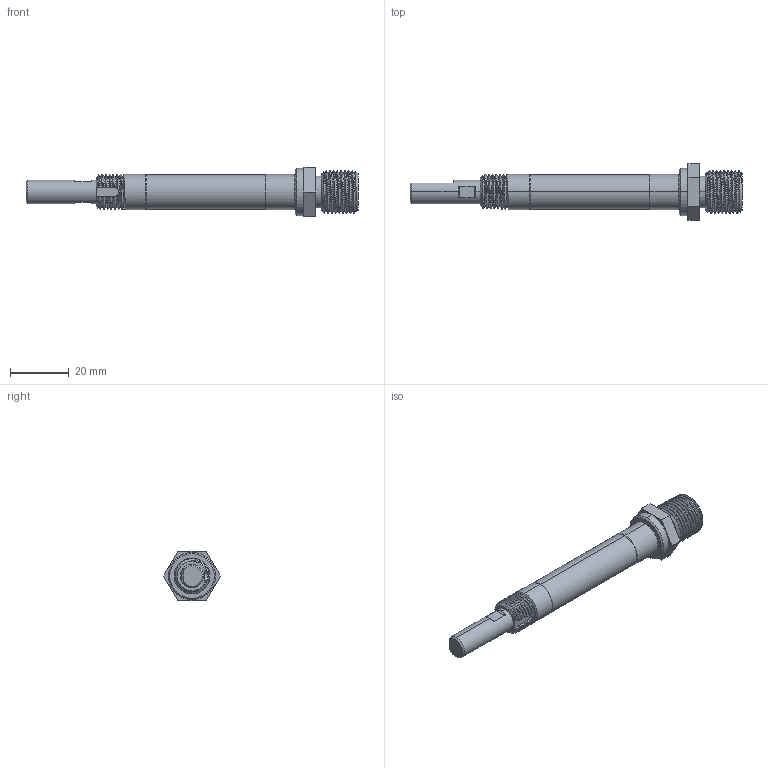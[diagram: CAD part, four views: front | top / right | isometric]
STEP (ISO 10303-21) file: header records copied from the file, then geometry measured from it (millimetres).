
FILE_DESCRIPTION (( 'STEP AP214' ), '1' );
FILE_NAME ('5-ArbreRoulementBrossage.STEP', '2022-08-15T18:50:50', ( '' ), ( '' ), 'SwSTEP 2.0', 'SolidWorks 2019', '' );
FILE_SCHEMA (( 'AUTOMOTIVE_DESIGN' ));
Length unit declared in the file: millimetre
Products named in the file (1): 5-ArbreRoulementBrossage
Bounding box: 113.5 x 19.4 x 16.8 mm (x, y, z)
Volume: 11684.2 mm3; surface area: 5436.1 mm2
Topology: 1 solids, 1 shells, 123 faces, 329 edges, 212 vertices
Faces by surface type: cylinder 57, bspline 23, plane 21, cone 16, torus 6
Entity records: 13052 total; most frequent: CARTESIAN_POINT 10388, ORIENTED_EDGE 654, DIRECTION 419, EDGE_CURVE 327, VERTEX_POINT 212, AXIS2_PLACEMENT_3D 154, EDGE_LOOP 129, ADVANCED_FACE 123
